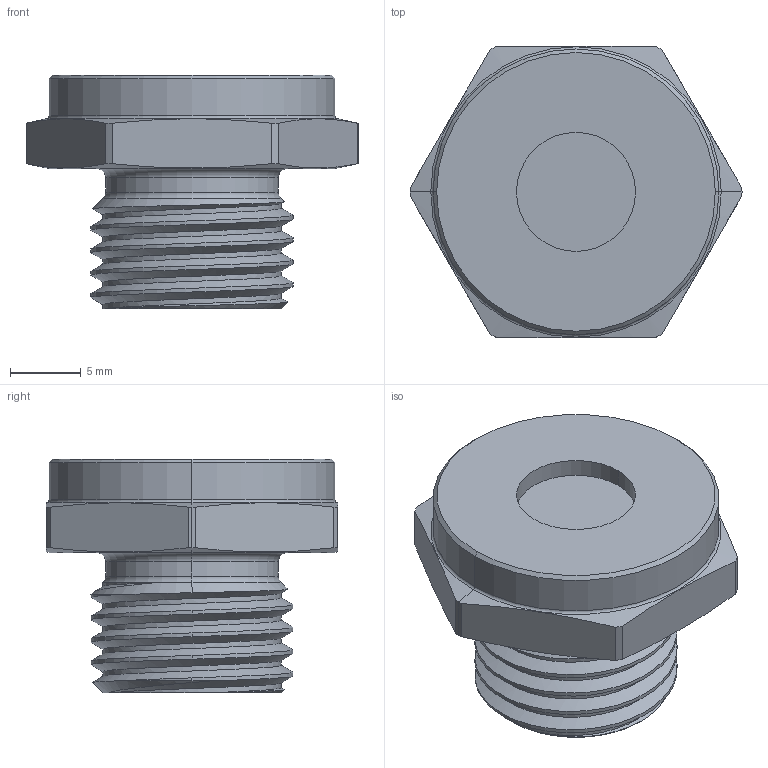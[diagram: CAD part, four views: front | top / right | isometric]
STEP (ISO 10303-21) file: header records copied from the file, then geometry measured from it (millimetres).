
FILE_DESCRIPTION (( 'STEP AP214' ), '1' );
FILE_NAME ('403107.step', '2013-08-21T22:39:24', ( '' ), ( '' ), 'SwSTEP 2.0', 'SolidWorks 2012', '' );
FILE_SCHEMA (( 'AUTOMOTIVE_DESIGN' ));
Length unit declared in the file: inch
Products named in the file (1): 403107
Bounding box: 23.45 x 20.57 x 16.51 mm (x, y, z)
Volume: 2634.5 mm3; surface area: 2359.6 mm2
Topology: 2 solids, 2 shells, 60 faces, 143 edges, 89 vertices
Faces by surface type: cylinder 26, cone 13, plane 12, torus 6, bspline 3
Entity records: 2885 total; most frequent: CARTESIAN_POINT 1502, ORIENTED_EDGE 286, DIRECTION 277, EDGE_CURVE 143, AXIS2_PLACEMENT_3D 117, VERTEX_POINT 89, EDGE_LOOP 64, FACE_OUTER_BOUND 60
